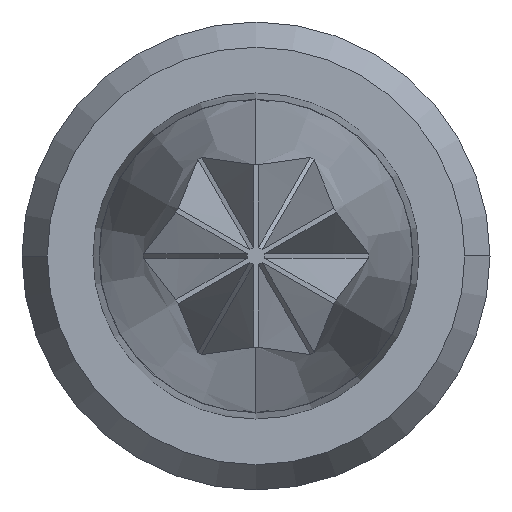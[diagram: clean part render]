
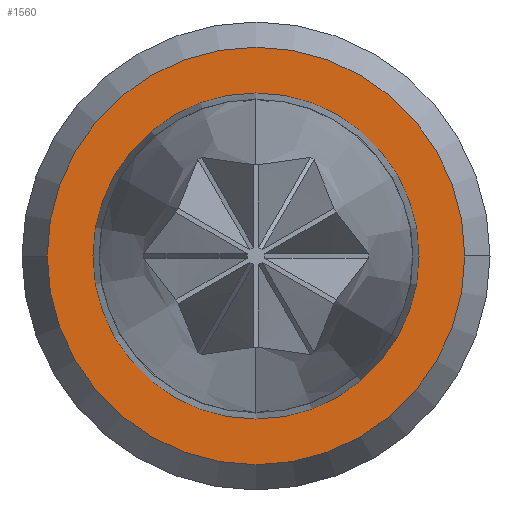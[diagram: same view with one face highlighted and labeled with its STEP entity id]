
A CAD part, left-side view. The second image highlights one B-rep face of the part: STEP entity #1560.
In plain terms, the highlighted planar face has unit normal (-1, 0, 0).
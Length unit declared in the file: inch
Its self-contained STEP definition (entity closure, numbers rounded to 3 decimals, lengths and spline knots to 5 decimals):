
#8 = FACE_OUTER_BOUND ( 'NONE', #637, .T. ) ;
#72 = AXIS2_PLACEMENT_3D ( 'NONE', #1427, #1423, #1418 ) ;
#83 = AXIS2_PLACEMENT_3D ( 'NONE', #1545, #1544, #1552 ) ;
#106 = ORIENTED_EDGE ( 'NONE', *, *, #240, .F. ) ;
#128 = AXIS2_PLACEMENT_3D ( 'NONE', #1688, #1691, #1693 ) ;
#182 = CARTESIAN_POINT ( 'NONE',  ( 0., 0., 0.01874 ) ) ;
#192 = ORIENTED_EDGE ( 'NONE', *, *, #334, .F. ) ;
#215 = CARTESIAN_POINT ( 'NONE',  ( 0., 0.024, 0. ) ) ;
#240 = EDGE_CURVE ( 'NONE', #1202, #752, #474, .T. ) ;
#295 = FACE_BOUND ( 'NONE', #453, .T. ) ;
#305 = EDGE_CURVE ( 'NONE', #752, #1202, #487, .T. ) ;
#325 = PLANE ( 'NONE',  #1494 ) ;
#334 = EDGE_CURVE ( 'NONE', #671, #1461, #447, .T. ) ;
#351 = DIRECTION ( 'NONE',  ( 0., -1., 0. ) ) ;
#360 = DIRECTION ( 'NONE',  ( -1., 0., 0. ) ) ;
#374 = CARTESIAN_POINT ( 'NONE',  ( 0., 0.024, 0. ) ) ;
#447 = CIRCLE ( 'NONE', #72, 0.024 ) ;
#453 = EDGE_LOOP ( 'NONE', ( #657, #106 ) ) ;
#474 = CIRCLE ( 'NONE', #128, 0.01874 ) ;
#487 = CIRCLE ( 'NONE', #83, 0.01874 ) ;
#571 = DIRECTION ( 'NONE',  ( 0., 1., 0. ) ) ;
#574 = DIRECTION ( 'NONE',  ( 1., 0., 0. ) ) ;
#577 = CARTESIAN_POINT ( 'NONE',  ( 0., 0., 0. ) ) ;
#637 = EDGE_LOOP ( 'NONE', ( #1214, #192 ) ) ;
#657 = ORIENTED_EDGE ( 'NONE', *, *, #305, .F. ) ;
#671 = VERTEX_POINT ( 'NONE', #791 ) ;
#732 = EDGE_CURVE ( 'NONE', #1461, #671, #1097, .T. ) ;
#752 = VERTEX_POINT ( 'NONE', #921 ) ;
#791 = CARTESIAN_POINT ( 'NONE',  ( 0., -0.024, 0. ) ) ;
#921 = CARTESIAN_POINT ( 'NONE',  ( 0., 0., -0.01874 ) ) ;
#1097 = CIRCLE ( 'NONE', #1480, 0.024 ) ;
#1202 = VERTEX_POINT ( 'NONE', #182 ) ;
#1214 = ORIENTED_EDGE ( 'NONE', *, *, #732, .F. ) ;
#1418 = DIRECTION ( 'NONE',  ( 0., 1., 0. ) ) ;
#1423 = DIRECTION ( 'NONE',  ( 1., 0., 0. ) ) ;
#1427 = CARTESIAN_POINT ( 'NONE',  ( 0., 0., 0. ) ) ;
#1461 = VERTEX_POINT ( 'NONE', #215 ) ;
#1480 = AXIS2_PLACEMENT_3D ( 'NONE', #577, #574, #571 ) ;
#1494 = AXIS2_PLACEMENT_3D ( 'NONE', #374, #360, #351 ) ;
#1544 = DIRECTION ( 'NONE',  ( -1., 0., 0. ) ) ;
#1545 = CARTESIAN_POINT ( 'NONE',  ( 0., 0., 0. ) ) ;
#1552 = DIRECTION ( 'NONE',  ( 0., -1., 0. ) ) ;
#1560 = ADVANCED_FACE ( 'NONE', ( #295, #8 ), #325, .T. ) ;
#1688 = CARTESIAN_POINT ( 'NONE',  ( 0., 0., 0. ) ) ;
#1691 = DIRECTION ( 'NONE',  ( -1., 0., 0. ) ) ;
#1693 = DIRECTION ( 'NONE',  ( 0., -1., 0. ) ) ;
